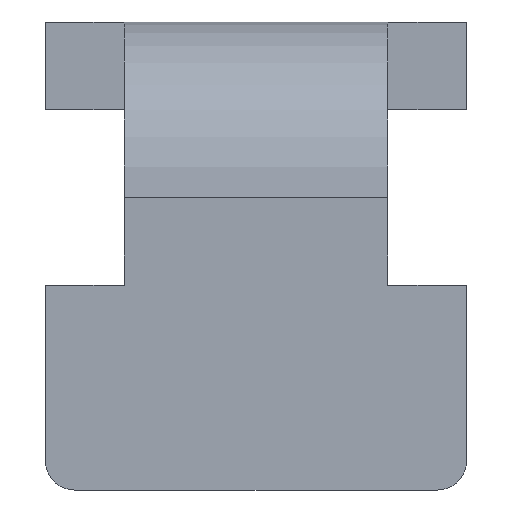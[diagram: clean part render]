
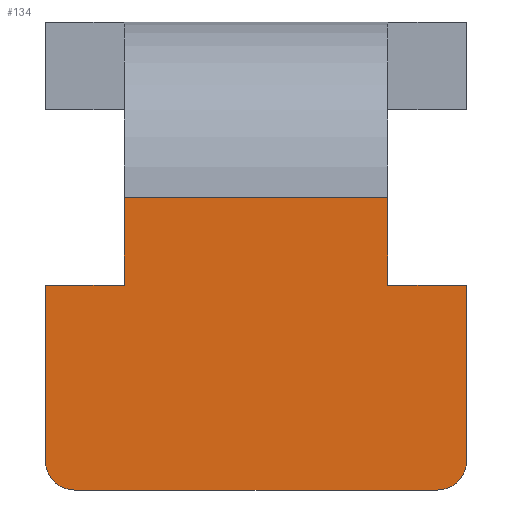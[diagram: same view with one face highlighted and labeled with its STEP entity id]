
A CAD part, front view. The second image highlights one B-rep face of the part: STEP entity #134.
In plain terms, the highlighted planar face has unit normal (0, -1, 0).
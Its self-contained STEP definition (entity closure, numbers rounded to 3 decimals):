
#2 = DIRECTION ( 'NONE',  ( -1., 0., 0. ) ) ;
#12 = CARTESIAN_POINT ( 'NONE',  ( 4.5, -11.4, -6. ) ) ;
#34 = VERTEX_POINT ( 'NONE', #96 ) ;
#44 = DIRECTION ( 'NONE',  ( -1., 0., 0. ) ) ;
#48 = CARTESIAN_POINT ( 'NONE',  ( 7.2, -11.4, -6. ) ) ;
#58 = LINE ( 'NONE', #539, #339 ) ;
#59 = ORIENTED_EDGE ( 'NONE', *, *, #106, .T. ) ;
#63 = CIRCLE ( 'NONE', #345, 1. ) ;
#65 = DIRECTION ( 'NONE',  ( 0., 0., -1. ) ) ;
#96 = CARTESIAN_POINT ( 'NONE',  ( 7.2, -11.4, -12. ) ) ;
#100 = LINE ( 'NONE', #362, #195 ) ;
#106 = EDGE_CURVE ( 'NONE', #155, #318, #707, .T. ) ;
#107 = DIRECTION ( 'NONE',  ( 1., 0., 0. ) ) ;
#111 = VERTEX_POINT ( 'NONE', #579 ) ;
#116 = CARTESIAN_POINT ( 'NONE',  ( -6.2, -11.4, -12. ) ) ;
#121 = VECTOR ( 'NONE', #312, 1000. ) ;
#132 = VERTEX_POINT ( 'NONE', #761 ) ;
#134 = ADVANCED_FACE ( 'NONE', ( #497 ), #403, .T. ) ;
#136 = EDGE_CURVE ( 'NONE', #318, #545, #224, .T. ) ;
#150 = ORIENTED_EDGE ( 'NONE', *, *, #202, .T. ) ;
#155 = VERTEX_POINT ( 'NONE', #48 ) ;
#162 = EDGE_CURVE ( 'NONE', #545, #381, #58, .T. ) ;
#169 = CARTESIAN_POINT ( 'NONE',  ( -6.2, -11.4, -13. ) ) ;
#174 = DIRECTION ( 'NONE',  ( 0., 1., 0. ) ) ;
#195 = VECTOR ( 'NONE', #237, 1000. ) ;
#202 = EDGE_CURVE ( 'NONE', #111, #132, #603, .T. ) ;
#221 = DIRECTION ( 'NONE',  ( 0., -1., 0. ) ) ;
#224 = LINE ( 'NONE', #287, #428 ) ;
#234 = ORIENTED_EDGE ( 'NONE', *, *, #162, .T. ) ;
#237 = DIRECTION ( 'NONE',  ( 0., 0., -1. ) ) ;
#239 = CARTESIAN_POINT ( 'NONE',  ( -4.5, -11.4, -3. ) ) ;
#245 = VERTEX_POINT ( 'NONE', #483 ) ;
#253 = CARTESIAN_POINT ( 'NONE',  ( -7.2, -11.4, -9. ) ) ;
#257 = EDGE_LOOP ( 'NONE', ( #500, #738, #411, #442, #59, #421, #234, #409, #150, #372 ) ) ;
#282 = CARTESIAN_POINT ( 'NONE',  ( 0., -11.4, -6. ) ) ;
#284 = VECTOR ( 'NONE', #44, 1000. ) ;
#287 = CARTESIAN_POINT ( 'NONE',  ( 4.5, -11.4, -9. ) ) ;
#312 = DIRECTION ( 'NONE',  ( 0., 0., 1. ) ) ;
#313 = CARTESIAN_POINT ( 'NONE',  ( 7.2, -11.4, -9. ) ) ;
#316 = EDGE_CURVE ( 'NONE', #34, #155, #451, .T. ) ;
#318 = VERTEX_POINT ( 'NONE', #12 ) ;
#339 = VECTOR ( 'NONE', #780, 1000. ) ;
#343 = DIRECTION ( 'NONE',  ( 0., 0., 1. ) ) ;
#345 = AXIS2_PLACEMENT_3D ( 'NONE', #116, #174, #663 ) ;
#362 = CARTESIAN_POINT ( 'NONE',  ( -4.5, -11.4, -9. ) ) ;
#372 = ORIENTED_EDGE ( 'NONE', *, *, #769, .T. ) ;
#381 = VERTEX_POINT ( 'NONE', #239 ) ;
#385 = AXIS2_PLACEMENT_3D ( 'NONE', #712, #472, #400 ) ;
#400 = DIRECTION ( 'NONE',  ( 1., 0., 0. ) ) ;
#403 = PLANE ( 'NONE',  #720 ) ;
#409 = ORIENTED_EDGE ( 'NONE', *, *, #637, .T. ) ;
#411 = ORIENTED_EDGE ( 'NONE', *, *, #591, .F. ) ;
#421 = ORIENTED_EDGE ( 'NONE', *, *, #136, .T. ) ;
#428 = VECTOR ( 'NONE', #343, 1000. ) ;
#439 = VECTOR ( 'NONE', #107, 1000. ) ;
#442 = ORIENTED_EDGE ( 'NONE', *, *, #316, .T. ) ;
#451 = LINE ( 'NONE', #313, #121 ) ;
#464 = CIRCLE ( 'NONE', #385, 1. ) ;
#472 = DIRECTION ( 'NONE',  ( 0., 1., 0. ) ) ;
#483 = CARTESIAN_POINT ( 'NONE',  ( 6.2, -11.4, -13. ) ) ;
#497 = FACE_OUTER_BOUND ( 'NONE', #257, .T. ) ;
#500 = ORIENTED_EDGE ( 'NONE', *, *, #736, .F. ) ;
#539 = CARTESIAN_POINT ( 'NONE',  ( 0., -11.4, -3. ) ) ;
#541 = VECTOR ( 'NONE', #2, 1000. ) ;
#545 = VERTEX_POINT ( 'NONE', #623 ) ;
#549 = VECTOR ( 'NONE', #65, 1000. ) ;
#558 = EDGE_CURVE ( 'NONE', #634, #245, #695, .T. ) ;
#559 = LINE ( 'NONE', #253, #549 ) ;
#579 = CARTESIAN_POINT ( 'NONE',  ( -4.5, -11.4, -6. ) ) ;
#583 = CARTESIAN_POINT ( 'NONE',  ( 0., -11.4, -9. ) ) ;
#591 = EDGE_CURVE ( 'NONE', #34, #245, #464, .T. ) ;
#592 = CARTESIAN_POINT ( 'NONE',  ( -7.2, -11.4, -12. ) ) ;
#603 = LINE ( 'NONE', #654, #541 ) ;
#623 = CARTESIAN_POINT ( 'NONE',  ( 4.5, -11.4, -3. ) ) ;
#634 = VERTEX_POINT ( 'NONE', #169 ) ;
#637 = EDGE_CURVE ( 'NONE', #381, #111, #100, .T. ) ;
#641 = VERTEX_POINT ( 'NONE', #592 ) ;
#644 = DIRECTION ( 'NONE',  ( 0., 0., -1. ) ) ;
#654 = CARTESIAN_POINT ( 'NONE',  ( 0., -11.4, -6. ) ) ;
#663 = DIRECTION ( 'NONE',  ( 1., 0., 0. ) ) ;
#695 = LINE ( 'NONE', #742, #439 ) ;
#707 = LINE ( 'NONE', #282, #284 ) ;
#712 = CARTESIAN_POINT ( 'NONE',  ( 6.2, -11.4, -12. ) ) ;
#720 = AXIS2_PLACEMENT_3D ( 'NONE', #583, #221, #644 ) ;
#736 = EDGE_CURVE ( 'NONE', #634, #641, #63, .T. ) ;
#738 = ORIENTED_EDGE ( 'NONE', *, *, #558, .T. ) ;
#742 = CARTESIAN_POINT ( 'NONE',  ( 0., -11.4, -13. ) ) ;
#761 = CARTESIAN_POINT ( 'NONE',  ( -7.2, -11.4, -6. ) ) ;
#769 = EDGE_CURVE ( 'NONE', #132, #641, #559, .T. ) ;
#780 = DIRECTION ( 'NONE',  ( -1., 0., 0. ) ) ;
